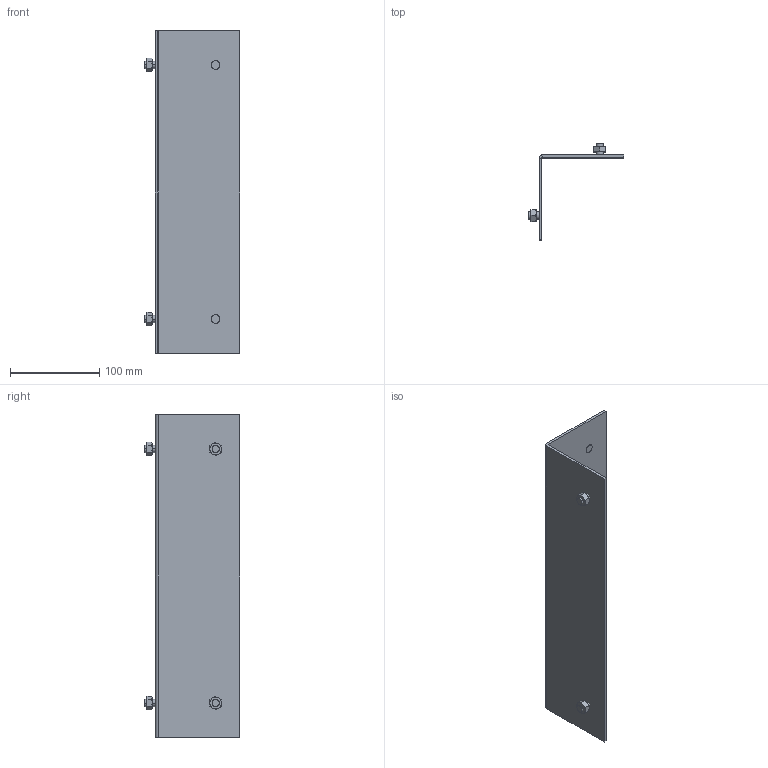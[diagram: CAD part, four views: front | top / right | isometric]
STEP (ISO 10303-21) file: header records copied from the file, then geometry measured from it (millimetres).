
FILE_DESCRIPTION (( 'STEP AP214' ), '1' );
FILE_NAME ('7216425.stp', '2017-05-18T12:26:35', ( '' ), ( '' ), 'SwSTEP 2.0', 'SolidWorks 2016', '' );
FILE_SCHEMA (( 'AUTOMOTIVE_DESIGN' ));
Length unit declared in the file: millimetre
Products named in the file (4): P_39409405_1_Standard; 35010053_Standard; 7216425; 041579T1_Standard
Assembly tree (9 placements, depth 2):
  7216425
    041579T1_Standard
    P_39409405_1_Standard  x4
    35010053_Standard  x4
Bounding box: 106.9 x 106.9 x 360 mm (x, y, z)
Volume: 206138.1 mm3; surface area: 141377.9 mm2
Topology: 9 solids, 9 shells, 130 faces, 268 edges, 160 vertices
Faces by surface type: plane 56, bspline 48, cylinder 26
Entity records: 1712 total; most frequent: CARTESIAN_POINT 423, DIRECTION 178, ORIENTED_EDGE 176, EDGE_CURVE 88, AXIS2_PLACEMENT_3D 71, VERTEX_POINT 52, EDGE_LOOP 46, FACE_OUTER_BOUND 43
